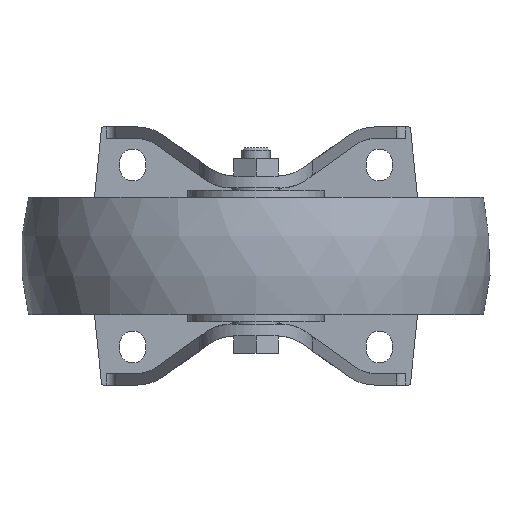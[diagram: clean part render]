
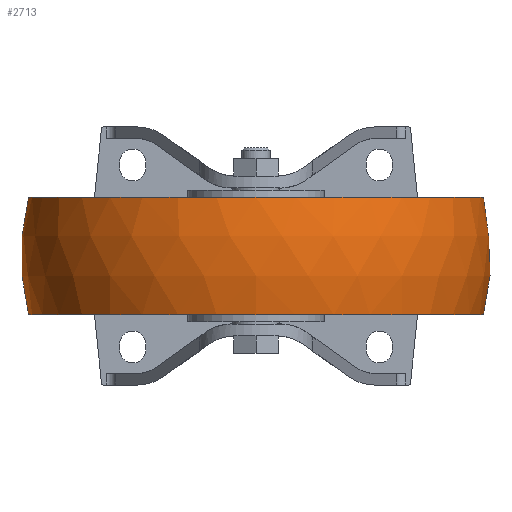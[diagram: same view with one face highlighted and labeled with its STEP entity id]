
A CAD part, front view. The second image highlights one B-rep face of the part: STEP entity #2713.
In plain terms, the highlighted spherical face has radius 100 mm.
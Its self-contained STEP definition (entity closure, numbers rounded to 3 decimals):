
#20=SPHERICAL_SURFACE('',#2993,100.);
#201=CIRCLE('',#2992,96.825);
#202=CIRCLE('',#2994,96.825);
#840=ORIENTED_EDGE('',*,*,#1352,.T.);
#841=ORIENTED_EDGE('',*,*,#1353,.F.);
#1352=EDGE_CURVE('',#1651,#1651,#201,.T.);
#1353=EDGE_CURVE('',#1652,#1652,#202,.T.);
#1651=VERTEX_POINT('',#4621);
#1652=VERTEX_POINT('',#4624);
#2298=EDGE_LOOP('',(#840));
#2299=EDGE_LOOP('',(#841));
#2466=FACE_BOUND('',#2298,.T.);
#2467=FACE_BOUND('',#2299,.T.);
#2713=ADVANCED_FACE('',(#2466,#2467),#20,.T.);
#2992=AXIS2_PLACEMENT_3D('',#4620,#3713,#3714);
#2993=AXIS2_PLACEMENT_3D('',#4622,#3715,#3716);
#2994=AXIS2_PLACEMENT_3D('',#4623,#3717,#3718);
#3713=DIRECTION('',(0.,0.,-1.));
#3714=DIRECTION('',(-1.,0.,0.));
#3715=DIRECTION('',(0.,0.,-1.));
#3716=DIRECTION('',(0.,1.,0.));
#3717=DIRECTION('',(0.,0.,-1.));
#3718=DIRECTION('',(-1.,0.,0.));
#4620=CARTESIAN_POINT('',(0.,0.,25.));
#4621=CARTESIAN_POINT('',(-96.825,0.,25.));
#4622=CARTESIAN_POINT('',(0.,0.,0.));
#4623=CARTESIAN_POINT('',(0.,0.,-25.));
#4624=CARTESIAN_POINT('',(-96.825,0.,-25.));
